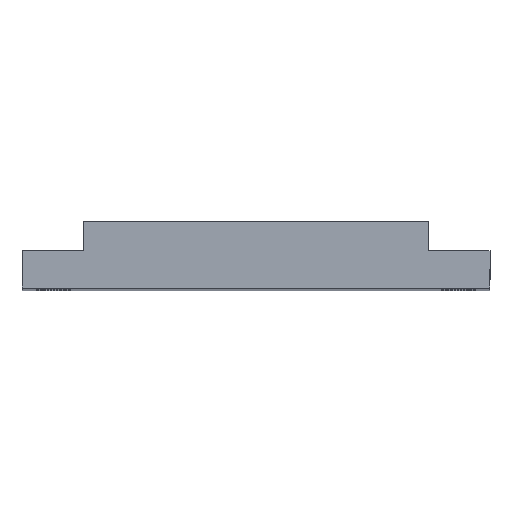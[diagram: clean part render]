
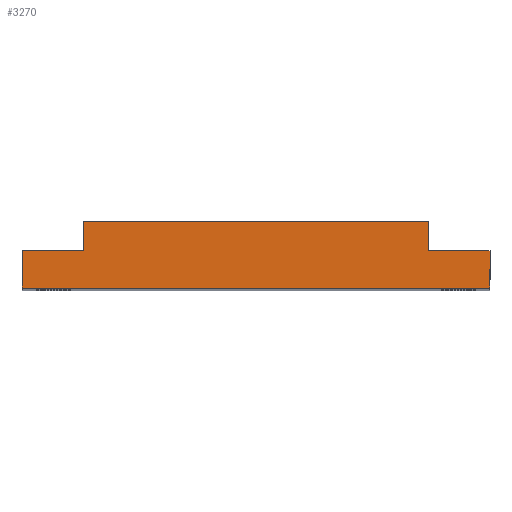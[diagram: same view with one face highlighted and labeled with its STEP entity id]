
A CAD part, top view. The second image highlights one B-rep face of the part: STEP entity #3270.
In plain terms, the highlighted planar face has unit normal (0, 0, 1).
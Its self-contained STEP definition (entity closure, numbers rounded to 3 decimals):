
#32 = CARTESIAN_POINT ( 'NONE',  ( 37.5, 0., 125. ) ) ;
#43 = CARTESIAN_POINT ( 'NONE',  ( 27.7, 10.7, 125. ) ) ;
#174 = CARTESIAN_POINT ( 'NONE',  ( 27.7, 6., 125. ) ) ;
#195 = VERTEX_POINT ( 'NONE', #43 ) ;
#214 = EDGE_CURVE ( 'NONE', #2463, #1016, #334, .T. ) ;
#250 = DIRECTION ( 'NONE',  ( 1., 0., 0. ) ) ;
#251 = CARTESIAN_POINT ( 'NONE',  ( -37.5, 0., 125. ) ) ;
#271 = LINE ( 'NONE', #625, #3184 ) ;
#334 = LINE ( 'NONE', #2671, #2048 ) ;
#345 = VERTEX_POINT ( 'NONE', #1055 ) ;
#354 = DIRECTION ( 'NONE',  ( 1., 0., 0. ) ) ;
#486 = DIRECTION ( 'NONE',  ( 0., 1., 0. ) ) ;
#522 = EDGE_CURVE ( 'NONE', #195, #345, #1733, .T. ) ;
#524 = CARTESIAN_POINT ( 'NONE',  ( -37.5, 6., 125. ) ) ;
#543 = CARTESIAN_POINT ( 'NONE',  ( 27.7, 6., 125. ) ) ;
#625 = CARTESIAN_POINT ( 'NONE',  ( -37.5, 0., 125. ) ) ;
#682 = LINE ( 'NONE', #3606, #2464 ) ;
#802 = ORIENTED_EDGE ( 'NONE', *, *, #522, .T. ) ;
#840 = ORIENTED_EDGE ( 'NONE', *, *, #3495, .T. ) ;
#960 = VERTEX_POINT ( 'NONE', #1276 ) ;
#1003 = DIRECTION ( 'NONE',  ( 0., -1., 0. ) ) ;
#1016 = VERTEX_POINT ( 'NONE', #174 ) ;
#1055 = CARTESIAN_POINT ( 'NONE',  ( -27.7, 10.7, 125. ) ) ;
#1058 = CARTESIAN_POINT ( 'NONE',  ( 0., 0., 125. ) ) ;
#1117 = EDGE_CURVE ( 'NONE', #960, #1768, #3733, .T. ) ;
#1126 = EDGE_CURVE ( 'NONE', #1016, #195, #2283, .T. ) ;
#1152 = VECTOR ( 'NONE', #3142, 1000. ) ;
#1268 = ORIENTED_EDGE ( 'NONE', *, *, #3132, .T. ) ;
#1276 = CARTESIAN_POINT ( 'NONE',  ( -37.5, 6., 125. ) ) ;
#1313 = AXIS2_PLACEMENT_3D ( 'NONE', #1058, #2836, #250 ) ;
#1331 = CARTESIAN_POINT ( 'NONE',  ( -27.7, 6., 125. ) ) ;
#1342 = VECTOR ( 'NONE', #3634, 1000. ) ;
#1486 = DIRECTION ( 'NONE',  ( 0., 1., 0. ) ) ;
#1527 = ORIENTED_EDGE ( 'NONE', *, *, #1117, .T. ) ;
#1613 = CARTESIAN_POINT ( 'NONE',  ( 37.5, 0., 125. ) ) ;
#1733 = LINE ( 'NONE', #2284, #2869 ) ;
#1768 = VERTEX_POINT ( 'NONE', #251 ) ;
#1835 = EDGE_CURVE ( 'NONE', #345, #3058, #682, .T. ) ;
#1846 = ORIENTED_EDGE ( 'NONE', *, *, #1126, .T. ) ;
#2022 = ORIENTED_EDGE ( 'NONE', *, *, #2444, .T. ) ;
#2048 = VECTOR ( 'NONE', #2877, 1000. ) ;
#2058 = VECTOR ( 'NONE', #486, 1000. ) ;
#2283 = LINE ( 'NONE', #543, #2058 ) ;
#2284 = CARTESIAN_POINT ( 'NONE',  ( 27.7, 10.7, 125. ) ) ;
#2366 = VERTEX_POINT ( 'NONE', #1613 ) ;
#2444 = EDGE_CURVE ( 'NONE', #3058, #960, #2466, .T. ) ;
#2463 = VERTEX_POINT ( 'NONE', #2900 ) ;
#2464 = VECTOR ( 'NONE', #1003, 1000. ) ;
#2466 = LINE ( 'NONE', #1331, #1342 ) ;
#2671 = CARTESIAN_POINT ( 'NONE',  ( 37.5, 6., 125. ) ) ;
#2766 = LINE ( 'NONE', #32, #3614 ) ;
#2836 = DIRECTION ( 'NONE',  ( 0., 0., 1. ) ) ;
#2869 = VECTOR ( 'NONE', #3223, 1000. ) ;
#2877 = DIRECTION ( 'NONE',  ( -1., 0., 0. ) ) ;
#2900 = CARTESIAN_POINT ( 'NONE',  ( 37.5, 6., 125. ) ) ;
#3058 = VERTEX_POINT ( 'NONE', #3418 ) ;
#3072 = FACE_OUTER_BOUND ( 'NONE', #3678, .T. ) ;
#3131 = ORIENTED_EDGE ( 'NONE', *, *, #214, .T. ) ;
#3132 = EDGE_CURVE ( 'NONE', #2366, #2463, #2766, .T. ) ;
#3142 = DIRECTION ( 'NONE',  ( 0., -1., 0. ) ) ;
#3184 = VECTOR ( 'NONE', #354, 1000. ) ;
#3223 = DIRECTION ( 'NONE',  ( -1., 0., 0. ) ) ;
#3270 = ADVANCED_FACE ( 'NONE', ( #3072 ), #3696, .T. ) ;
#3274 = ORIENTED_EDGE ( 'NONE', *, *, #1835, .T. ) ;
#3418 = CARTESIAN_POINT ( 'NONE',  ( -27.7, 6., 125. ) ) ;
#3495 = EDGE_CURVE ( 'NONE', #1768, #2366, #271, .T. ) ;
#3606 = CARTESIAN_POINT ( 'NONE',  ( -27.7, 10.7, 125. ) ) ;
#3614 = VECTOR ( 'NONE', #1486, 1000. ) ;
#3634 = DIRECTION ( 'NONE',  ( -1., 0., 0. ) ) ;
#3678 = EDGE_LOOP ( 'NONE', ( #1527, #840, #1268, #3131, #1846, #802, #3274, #2022 ) ) ;
#3696 = PLANE ( 'NONE',  #1313 ) ;
#3733 = LINE ( 'NONE', #524, #1152 ) ;
